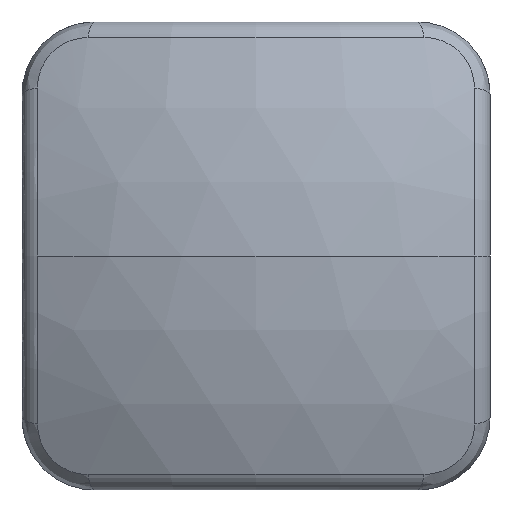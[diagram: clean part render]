
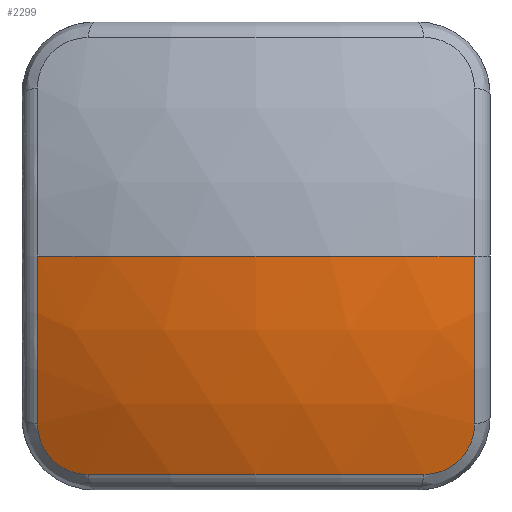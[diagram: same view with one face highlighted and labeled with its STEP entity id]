
A CAD part, left-side view. The second image highlights one B-rep face of the part: STEP entity #2299.
In plain terms, the highlighted spherical face has radius 6.35 mm.
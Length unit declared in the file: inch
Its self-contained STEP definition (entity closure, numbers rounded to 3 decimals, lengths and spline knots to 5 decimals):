
#16 = VERTEX_POINT ( 'NONE', #44 ) ;
#44 = CARTESIAN_POINT ( 'NONE',  ( -0.22267, -0.49385, -0.0901 ) ) ;
#122 = SPHERICAL_SURFACE ( 'NONE', #1402, 0.25 ) ;
#154 = DIRECTION ( 'NONE',  ( 1., 0., 0. ) ) ;
#192 = CARTESIAN_POINT ( 'NONE',  ( -0.22184, -0.65323, -0.07194 ) ) ;
#224 = CARTESIAN_POINT ( 'NONE',  ( -0.2332, -0.47302, 0. ) ) ;
#245 = CIRCLE ( 'NONE', #669, 0.25 ) ;
#344 = ORIENTED_EDGE ( 'NONE', *, *, #1131, .T. ) ;
#372 = CARTESIAN_POINT ( 'NONE',  ( -0.22116, -0.47354, -0.07462 ) ) ;
#383 = EDGE_CURVE ( 'NONE', #1721, #16, #729, .T. ) ;
#409 = CARTESIAN_POINT ( 'NONE',  ( -0.22267, -0.6324, -0.0901 ) ) ;
#499 = ORIENTED_EDGE ( 'NONE', *, *, #1462, .T. ) ;
#500 = DIRECTION ( 'NONE',  ( 0., 0., 1. ) ) ;
#508 = EDGE_CURVE ( 'NONE', #2983, #653, #597, .T. ) ;
#597 = CIRCLE ( 'NONE', #2653, 0.25 ) ;
#601 = VERTEX_POINT ( 'NONE', #1323 ) ;
#626 = CARTESIAN_POINT ( 'NONE',  ( -0.21997, -0.47717, -0.08204 ) ) ;
#653 = VERTEX_POINT ( 'NONE', #1598 ) ;
#669 = AXIS2_PLACEMENT_3D ( 'NONE', #2808, #1273, #3066 ) ;
#707 = ORIENTED_EDGE ( 'NONE', *, *, #2554, .T. ) ;
#729 = B_SPLINE_CURVE_WITH_KNOTS ( 'NONE', 3,
 ( #2635, #2914, #372, #2142, #626, #2399, #886, #2657, #1129, #2923 ),
 .UNSPECIFIED., .F., .F.,
 ( 4, 2, 2, 2, 4 ),
 ( 0., 0.00021, 0.00042, 0.00063, 0.00084 ),
 .UNSPECIFIED. ) ;
#838 = ORIENTED_EDGE ( 'NONE', *, *, #508, .F. ) ;
#886 = CARTESIAN_POINT ( 'NONE',  ( -0.22022, -0.48344, -0.08752 ) ) ;
#911 = ORIENTED_EDGE ( 'NONE', *, *, #2395, .T. ) ;
#918 = DIRECTION ( 'NONE',  ( 0., 1., 0. ) ) ;
#936 = CARTESIAN_POINT ( 'NONE',  ( 0., -0.47302, 0. ) ) ;
#962 = CIRCLE ( 'NONE', #1787, 0.2332 ) ;
#1025 = ORIENTED_EDGE ( 'NONE', *, *, #383, .T. ) ;
#1129 = CARTESIAN_POINT ( 'NONE',  ( -0.22184, -0.49118, -0.0901 ) ) ;
#1131 = EDGE_CURVE ( 'NONE', #1420, #601, #2361, .T. ) ;
#1178 = DIRECTION ( 'NONE',  ( 1., 0., 0. ) ) ;
#1197 = CARTESIAN_POINT ( 'NONE',  ( -0.22022, -0.64281, -0.08752 ) ) ;
#1203 = DIRECTION ( 'NONE',  ( 0., 0., -1. ) ) ;
#1221 = VERTEX_POINT ( 'NONE', #224 ) ;
#1273 = DIRECTION ( 'NONE',  ( 0., 0., -1. ) ) ;
#1323 = CARTESIAN_POINT ( 'NONE',  ( -0.22267, -0.65323, -0.06927 ) ) ;
#1402 = AXIS2_PLACEMENT_3D ( 'NONE', #3255, #1203, #2986 ) ;
#1420 = VERTEX_POINT ( 'NONE', #409 ) ;
#1441 = CARTESIAN_POINT ( 'NONE',  ( -0.22267, -0.6324, -0.0901 ) ) ;
#1448 = CARTESIAN_POINT ( 'NONE',  ( -0.21997, -0.64907, -0.08206 ) ) ;
#1462 = EDGE_CURVE ( 'NONE', #1221, #1721, #1886, .T. ) ;
#1541 = CARTESIAN_POINT ( 'NONE',  ( -0.22267, -0.47302, -0.06927 ) ) ;
#1598 = CARTESIAN_POINT ( 'NONE',  ( -0.2332, -0.65323, 0. ) ) ;
#1666 = DIRECTION ( 'NONE',  ( 0., 0., 1. ) ) ;
#1705 = CARTESIAN_POINT ( 'NONE',  ( -0.22116, -0.65271, -0.07464 ) ) ;
#1721 = VERTEX_POINT ( 'NONE', #1541 ) ;
#1787 = AXIS2_PLACEMENT_3D ( 'NONE', #2430, #918, #2691 ) ;
#1886 = CIRCLE ( 'NONE', #1951, 0.2332 ) ;
#1900 = ORIENTED_EDGE ( 'NONE', *, *, #3027, .T. ) ;
#1951 = AXIS2_PLACEMENT_3D ( 'NONE', #936, #2715, #1178 ) ;
#1960 = CARTESIAN_POINT ( 'NONE',  ( -0.22267, -0.65323, -0.06927 ) ) ;
#2016 = CARTESIAN_POINT ( 'NONE',  ( 0., -0.56312, 0. ) ) ;
#2142 = CARTESIAN_POINT ( 'NONE',  ( -0.22022, -0.4756, -0.07968 ) ) ;
#2261 = AXIS2_PLACEMENT_3D ( 'NONE', #3202, #1666, #154 ) ;
#2277 = DIRECTION ( 'NONE',  ( 1., 0., 0. ) ) ;
#2294 = EDGE_LOOP ( 'NONE', ( #838, #707, #499, #1025, #911, #344, #1900 ) ) ;
#2299 = ADVANCED_FACE ( 'NONE', ( #2833 ), #122, .T. ) ;
#2361 = B_SPLINE_CURVE_WITH_KNOTS ( 'NONE', 3,
 ( #1441, #2721, #2729, #1197, #2985, #1448, #3245, #1705, #192, #1960 ),
 .UNSPECIFIED., .F., .F.,
 ( 4, 2, 2, 2, 4 ),
 ( 0., 0.00021, 0.00042, 0.00063, 0.00084 ),
 .UNSPECIFIED. ) ;
#2395 = EDGE_CURVE ( 'NONE', #16, #1420, #3193, .T. ) ;
#2399 = CARTESIAN_POINT ( 'NONE',  ( -0.21997, -0.48107, -0.08595 ) ) ;
#2430 = CARTESIAN_POINT ( 'NONE',  ( 0., -0.65323, 0. ) ) ;
#2554 = EDGE_CURVE ( 'NONE', #2983, #1221, #245, .T. ) ;
#2635 = CARTESIAN_POINT ( 'NONE',  ( -0.22267, -0.47302, -0.06927 ) ) ;
#2653 = AXIS2_PLACEMENT_3D ( 'NONE', #2016, #500, #2277 ) ;
#2657 = CARTESIAN_POINT ( 'NONE',  ( -0.22116, -0.48849, -0.08959 ) ) ;
#2670 = CARTESIAN_POINT ( 'NONE',  ( -0.25, -0.56312, 0. ) ) ;
#2691 = DIRECTION ( 'NONE',  ( -1., 0., 0. ) ) ;
#2715 = DIRECTION ( 'NONE',  ( 0., -1., 0. ) ) ;
#2721 = CARTESIAN_POINT ( 'NONE',  ( -0.22184, -0.63507, -0.0901 ) ) ;
#2729 = CARTESIAN_POINT ( 'NONE',  ( -0.22116, -0.63775, -0.08959 ) ) ;
#2808 = CARTESIAN_POINT ( 'NONE',  ( 0., -0.56312, 0. ) ) ;
#2833 = FACE_OUTER_BOUND ( 'NONE', #2294, .T. ) ;
#2914 = CARTESIAN_POINT ( 'NONE',  ( -0.22184, -0.47302, -0.07194 ) ) ;
#2923 = CARTESIAN_POINT ( 'NONE',  ( -0.22267, -0.49385, -0.0901 ) ) ;
#2983 = VERTEX_POINT ( 'NONE', #2670 ) ;
#2985 = CARTESIAN_POINT ( 'NONE',  ( -0.21997, -0.64517, -0.08596 ) ) ;
#2986 = DIRECTION ( 'NONE',  ( 0., -1., 0. ) ) ;
#3027 = EDGE_CURVE ( 'NONE', #601, #653, #962, .T. ) ;
#3066 = DIRECTION ( 'NONE',  ( 0., 1., 0. ) ) ;
#3193 = CIRCLE ( 'NONE', #2261, 0.2332 ) ;
#3202 = CARTESIAN_POINT ( 'NONE',  ( 0., -0.56312, -0.0901 ) ) ;
#3245 = CARTESIAN_POINT ( 'NONE',  ( -0.22022, -0.65064, -0.07969 ) ) ;
#3255 = CARTESIAN_POINT ( 'NONE',  ( 0., -0.56312, 0. ) ) ;
